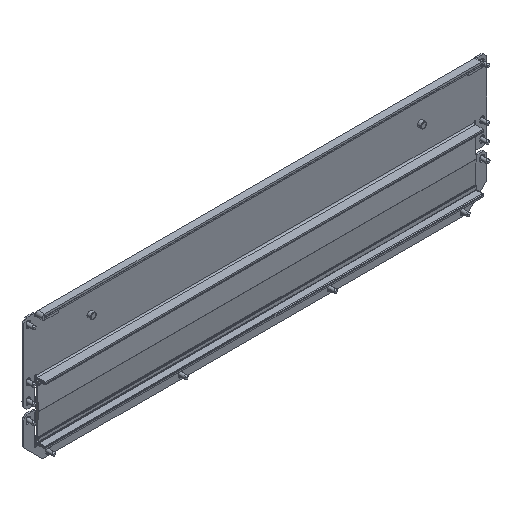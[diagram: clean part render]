
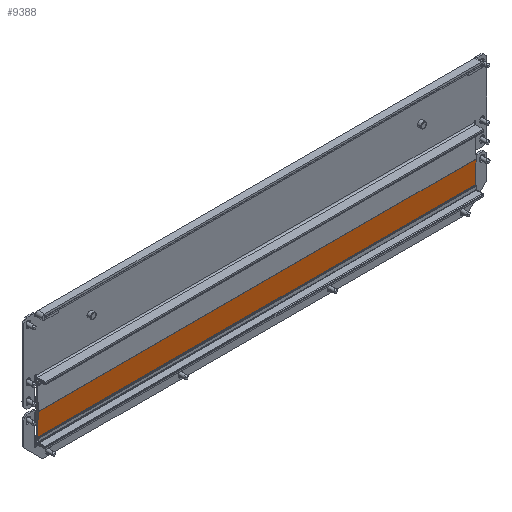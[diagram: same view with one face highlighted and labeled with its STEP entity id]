
A CAD part, isometric view. The second image highlights one B-rep face of the part: STEP entity #9388.
In plain terms, the highlighted face is planar.
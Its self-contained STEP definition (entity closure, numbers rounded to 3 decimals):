
#226 = VECTOR ( 'NONE', #3231, 1000. ) ;
#702 = ORIENTED_EDGE ( 'NONE', *, *, #4830, .F. ) ;
#935 = VERTEX_POINT ( 'NONE', #2638 ) ;
#1068 = AXIS2_PLACEMENT_3D ( 'NONE', #3396, #4851, #5587 ) ;
#1166 = FACE_OUTER_BOUND ( 'NONE', #4322, .T. ) ;
#2021 = VECTOR ( 'NONE', #3104, 1000. ) ;
#2524 = CARTESIAN_POINT ( 'NONE',  ( 37.5, 2., -660. ) ) ;
#2638 = CARTESIAN_POINT ( 'NONE',  ( 37.5, 2., 0. ) ) ;
#3104 = DIRECTION ( 'NONE',  ( 0., 0., 1. ) ) ;
#3163 = CARTESIAN_POINT ( 'NONE',  ( 37.5, 2., 0. ) ) ;
#3231 = DIRECTION ( 'NONE',  ( -0.999, -0.032, 0. ) ) ;
#3396 = CARTESIAN_POINT ( 'NONE',  ( 37.5, 2., -660. ) ) ;
#3518 = EDGE_CURVE ( 'NONE', #8552, #935, #5360, .T. ) ;
#4322 = EDGE_LOOP ( 'NONE', ( #702, #4854, #6752, #6647 ) ) ;
#4429 = CARTESIAN_POINT ( 'NONE',  ( 3.5, 0.9, -660. ) ) ;
#4830 = EDGE_CURVE ( 'NONE', #935, #7012, #6144, .T. ) ;
#4851 = DIRECTION ( 'NONE',  ( -0.032, 0.999, 0. ) ) ;
#4854 = ORIENTED_EDGE ( 'NONE', *, *, #3518, .F. ) ;
#5052 = LINE ( 'NONE', #2524, #5266 ) ;
#5117 = DIRECTION ( 'NONE',  ( 0., 0., 1. ) ) ;
#5206 = CARTESIAN_POINT ( 'NONE',  ( 3.5, 0.9, 0. ) ) ;
#5266 = VECTOR ( 'NONE', #8367, 1000. ) ;
#5360 = LINE ( 'NONE', #8066, #6283 ) ;
#5557 = PLANE ( 'NONE',  #1068 ) ;
#5587 = DIRECTION ( 'NONE',  ( -0.999, -0.032, 0. ) ) ;
#6144 = LINE ( 'NONE', #3163, #226 ) ;
#6283 = VECTOR ( 'NONE', #5117, 1000. ) ;
#6647 = ORIENTED_EDGE ( 'NONE', *, *, #8911, .T. ) ;
#6752 = ORIENTED_EDGE ( 'NONE', *, *, #8361, .T. ) ;
#7012 = VERTEX_POINT ( 'NONE', #5206 ) ;
#7500 = LINE ( 'NONE', #4429, #2021 ) ;
#7677 = CARTESIAN_POINT ( 'NONE',  ( 37.5, 2., -660. ) ) ;
#8066 = CARTESIAN_POINT ( 'NONE',  ( 37.5, 2., -660. ) ) ;
#8302 = CARTESIAN_POINT ( 'NONE',  ( 3.5, 0.9, -660. ) ) ;
#8361 = EDGE_CURVE ( 'NONE', #8552, #8501, #5052, .T. ) ;
#8367 = DIRECTION ( 'NONE',  ( -0.999, -0.032, 0. ) ) ;
#8501 = VERTEX_POINT ( 'NONE', #8302 ) ;
#8552 = VERTEX_POINT ( 'NONE', #7677 ) ;
#8911 = EDGE_CURVE ( 'NONE', #8501, #7012, #7500, .T. ) ;
#9388 = ADVANCED_FACE ( 'NONE', ( #1166 ), #5557, .T. ) ;
